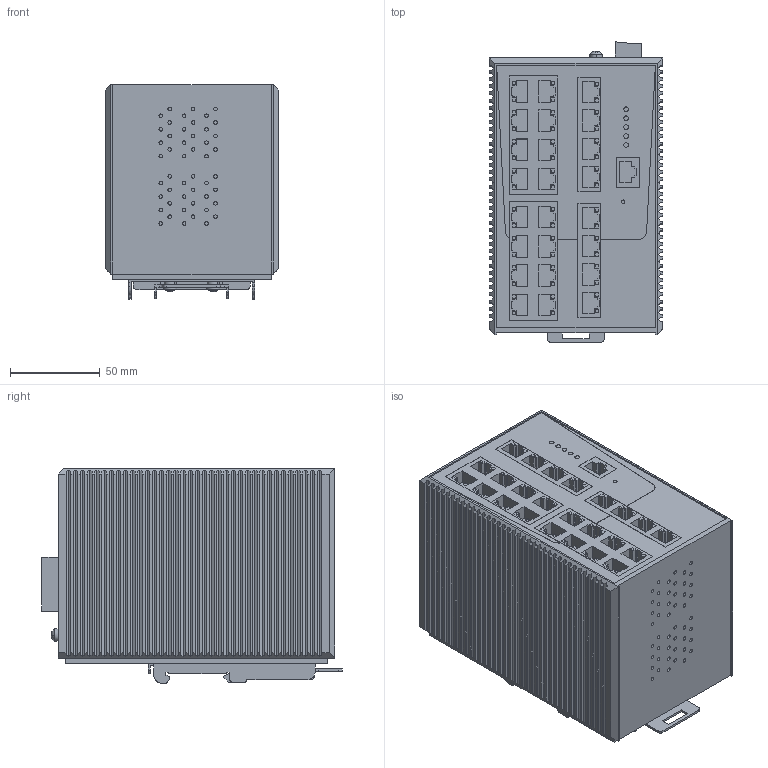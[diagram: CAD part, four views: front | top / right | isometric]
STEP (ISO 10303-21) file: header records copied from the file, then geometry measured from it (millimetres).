
FILE_DESCRIPTION(('CATIA V5 STEP Exchange','CAx-IF Rec.Pracs.--- Model Styling and Organization---1.4--- 2014-01-23'),'2;1');
FILE_NAME ('D1498771_1', '2021-08-27T06:03:44+00:00', ('none'), ('Weidmueller'), 'CATIA Version 5-6 Release 2016 SP3 HF44', 'CATIA V5 STEP AP214', 'none');
FILE_SCHEMA(('AUTOMOTIVE_DESIGN { 1 0 10303 214 1 1 1 1 }'));
Products named in the file (1): S3D_IE_SW_AL24M_24TX
Bounding box: 96.4 x 167.25 x 119.6 mm (x, y, z)
Volume: 1535715.8 mm3; surface area: 182766.6 mm2
Topology: 71 solids, 71 shells, 2241 faces, 5582 edges, 3696 vertices
Faces by surface type: plane 1845, cylinder 304, extrusion 82, revolution 8, sphere 2
Entity records: 65816 total; most frequent: CARTESIAN_POINT 13773, ORIENTED_EDGE 11164, DIRECTION 8063, EDGE_CURVE 5582, VECTOR 4431, LINE 4349, VERTEX_POINT 3696, EDGE_LOOP 2482
